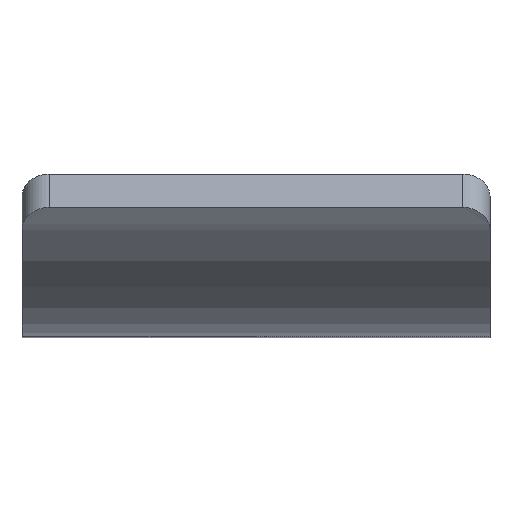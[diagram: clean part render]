
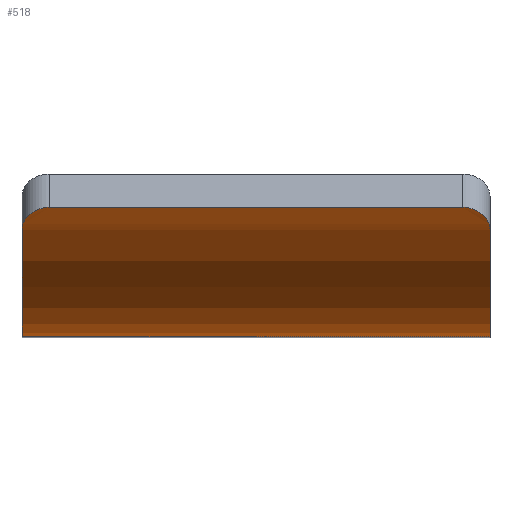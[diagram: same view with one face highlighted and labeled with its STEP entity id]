
A CAD part, top view. The second image highlights one B-rep face of the part: STEP entity #518.
In plain terms, the highlighted cylindrical face has radius 1.803 mm (diameter 3.607 mm), a partial arc.
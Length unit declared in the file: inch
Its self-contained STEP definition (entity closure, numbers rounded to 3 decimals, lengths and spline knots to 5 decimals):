
#15 = EDGE_CURVE ( 'NONE', #324, #396, #677, .T. ) ;
#19 = DIRECTION ( 'NONE',  ( 0., 0., 1. ) ) ;
#56 = CARTESIAN_POINT ( 'NONE',  ( 0.12, -0.016, 0.095 ) ) ;
#75 = CARTESIAN_POINT ( 'NONE',  ( 0.12, 0.01704, 0.155 ) ) ;
#88 = CARTESIAN_POINT ( 'NONE',  ( 0.007, 0.01704, 0.155 ) ) ;
#151 = FACE_OUTER_BOUND ( 'NONE', #776, .T. ) ;
#183 = CARTESIAN_POINT ( 'NONE',  ( 0.12, 0.01277, 0.1521 ) ) ;
#195 = CARTESIAN_POINT ( 'NONE',  ( 0.12, 0.01131, 0.15097 ) ) ;
#202 = ORIENTED_EDGE ( 'NONE', *, *, #547, .T. ) ;
#244 = CIRCLE ( 'NONE', #846, 0.071 ) ;
#283 = VERTEX_POINT ( 'NONE', #705 ) ;
#284 = CARTESIAN_POINT ( 'NONE',  ( 0.11666, 0.01639, 0.1546 ) ) ;
#286 = CARTESIAN_POINT ( 'NONE',  ( 0., 0.055, 0.095 ) ) ;
#298 = ORIENTED_EDGE ( 'NONE', *, *, #15, .F. ) ;
#299 = CARTESIAN_POINT ( 'NONE',  ( 0.00076, 0.01425, 0.15316 ) ) ;
#303 = LINE ( 'NONE', #75, #341 ) ;
#317 = VERTEX_POINT ( 'NONE', #571 ) ;
#324 = VERTEX_POINT ( 'NONE', #517 ) ;
#341 = VECTOR ( 'NONE', #545, 39.37008 ) ;
#359 = CARTESIAN_POINT ( 'NONE',  ( 0.113, 0.01704, 0.155 ) ) ;
#364 = DIRECTION ( 'NONE',  ( 0., 0., 1. ) ) ;
#368 = ORIENTED_EDGE ( 'NONE', *, *, #712, .T. ) ;
#375 = CARTESIAN_POINT ( 'NONE',  ( 0., 0.01131, 0.15097 ) ) ;
#385 = CYLINDRICAL_SURFACE ( 'NONE', #439, 0.071 ) ;
#396 = VERTEX_POINT ( 'NONE', #674 ) ;
#402 = ORIENTED_EDGE ( 'NONE', *, *, #554, .F. ) ;
#404 = ORIENTED_EDGE ( 'NONE', *, *, #618, .T. ) ;
#411 = B_SPLINE_CURVE_WITH_KNOTS ( 'NONE', 3,
 ( #88, #725, #655, #299, #728, #375 ),
 .UNSPECIFIED., .F., .F.,
 ( 4, 2, 4 ),
 ( 0., 0.00014, 0.00028 ),
 .UNSPECIFIED. ) ;
#439 = AXIS2_PLACEMENT_3D ( 'NONE', #474, #564, #679 ) ;
#446 = DIRECTION ( 'NONE',  ( 1., 0., 0. ) ) ;
#474 = CARTESIAN_POINT ( 'NONE',  ( 0.12, 0.055, 0.095 ) ) ;
#517 = CARTESIAN_POINT ( 'NONE',  ( 0.12, -0.016, 0.095 ) ) ;
#518 = ADVANCED_FACE ( 'NONE', ( #151 ), #385, .T. ) ;
#528 = DIRECTION ( 'NONE',  ( -1., 0., 0. ) ) ;
#545 = DIRECTION ( 'NONE',  ( -1., 0., 0. ) ) ;
#547 = EDGE_CURVE ( 'NONE', #693, #317, #303, .T. ) ;
#554 = EDGE_CURVE ( 'NONE', #790, #324, #605, .T. ) ;
#564 = DIRECTION ( 'NONE',  ( -1., 0., 0. ) ) ;
#567 = AXIS2_PLACEMENT_3D ( 'NONE', #800, #446, #19 ) ;
#571 = CARTESIAN_POINT ( 'NONE',  ( 0.007, 0.01704, 0.155 ) ) ;
#574 = B_SPLINE_CURVE_WITH_KNOTS ( 'NONE', 3,
 ( #591, #183, #643, #284, #720, #359 ),
 .UNSPECIFIED., .F., .F.,
 ( 4, 2, 4 ),
 ( 0., 0.00014, 0.00028 ),
 .UNSPECIFIED. ) ;
#591 = CARTESIAN_POINT ( 'NONE',  ( 0.12, 0.01131, 0.15097 ) ) ;
#605 = CIRCLE ( 'NONE', #567, 0.071 ) ;
#618 = EDGE_CURVE ( 'NONE', #317, #283, #411, .T. ) ;
#643 = CARTESIAN_POINT ( 'NONE',  ( 0.11925, 0.01425, 0.15315 ) ) ;
#655 = CARTESIAN_POINT ( 'NONE',  ( 0.00334, 0.01639, 0.1546 ) ) ;
#671 = VECTOR ( 'NONE', #528, 39.37008 ) ;
#674 = CARTESIAN_POINT ( 'NONE',  ( 0., -0.016, 0.095 ) ) ;
#677 = LINE ( 'NONE', #56, #671 ) ;
#679 = DIRECTION ( 'NONE',  ( 0., 0., 1. ) ) ;
#693 = VERTEX_POINT ( 'NONE', #716 ) ;
#704 = EDGE_CURVE ( 'NONE', #790, #693, #574, .T. ) ;
#705 = CARTESIAN_POINT ( 'NONE',  ( 0., 0.01131, 0.15097 ) ) ;
#712 = EDGE_CURVE ( 'NONE', #283, #396, #244, .T. ) ;
#716 = CARTESIAN_POINT ( 'NONE',  ( 0.113, 0.01704, 0.155 ) ) ;
#720 = CARTESIAN_POINT ( 'NONE',  ( 0.11485, 0.01704, 0.155 ) ) ;
#722 = DIRECTION ( 'NONE',  ( 1., 0., 0. ) ) ;
#725 = CARTESIAN_POINT ( 'NONE',  ( 0.00515, 0.01704, 0.155 ) ) ;
#726 = ORIENTED_EDGE ( 'NONE', *, *, #704, .T. ) ;
#728 = CARTESIAN_POINT ( 'NONE',  ( 0., 0.01277, 0.1521 ) ) ;
#776 = EDGE_LOOP ( 'NONE', ( #402, #726, #202, #404, #368, #298 ) ) ;
#790 = VERTEX_POINT ( 'NONE', #195 ) ;
#800 = CARTESIAN_POINT ( 'NONE',  ( 0.12, 0.055, 0.095 ) ) ;
#846 = AXIS2_PLACEMENT_3D ( 'NONE', #286, #722, #364 ) ;
